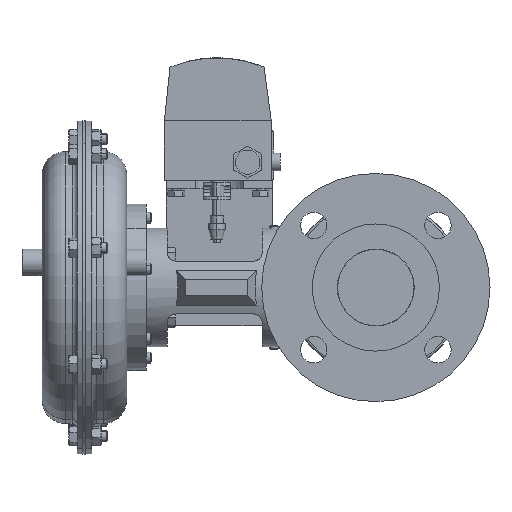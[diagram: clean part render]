
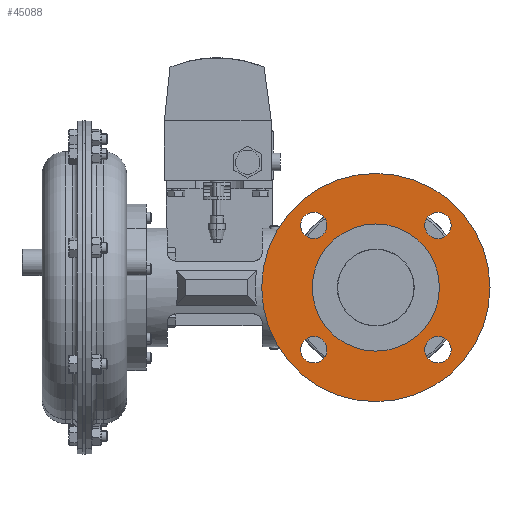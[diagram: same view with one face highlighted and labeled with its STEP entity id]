
A CAD part, left-side view. The second image highlights one B-rep face of the part: STEP entity #45088.
In plain terms, the highlighted planar face has unit normal (-1, 0, 0).
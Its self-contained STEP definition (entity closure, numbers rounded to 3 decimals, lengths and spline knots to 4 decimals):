
#53 = DIRECTION ( 'NONE',  ( 0., 0., 1. ) ) ;
#1181 = ORIENTED_EDGE ( 'NONE', *, *, #36671, .T. ) ;
#1388 = CARTESIAN_POINT ( 'NONE',  ( -5.1875, -1.7678, 2.1428 ) ) ;
#1434 = AXIS2_PLACEMENT_3D ( 'NONE', #40325, #21672, #38706 ) ;
#2200 = CARTESIAN_POINT ( 'NONE',  ( -5.1875, 0., 0. ) ) ;
#2516 = CARTESIAN_POINT ( 'NONE',  ( -5.1875, -1.7678, -1.3928 ) ) ;
#2776 = ORIENTED_EDGE ( 'NONE', *, *, #30533, .F. ) ;
#3801 = DIRECTION ( 'NONE',  ( 0., 0., 1. ) ) ;
#3844 = DIRECTION ( 'NONE',  ( -1., 0., 0. ) ) ;
#3856 = VERTEX_POINT ( 'NONE', #4433 ) ;
#4035 = EDGE_LOOP ( 'NONE', ( #13583, #1181 ) ) ;
#4217 = FACE_BOUND ( 'NONE', #26857, .T. ) ;
#4433 = CARTESIAN_POINT ( 'NONE',  ( -5.1875, 1.7678, 1.3928 ) ) ;
#5916 = CARTESIAN_POINT ( 'NONE',  ( -5.1875, 0., 3.25 ) ) ;
#5948 = DIRECTION ( 'NONE',  ( 0., 0., 1. ) ) ;
#7181 = ORIENTED_EDGE ( 'NONE', *, *, #36484, .F. ) ;
#7543 = CARTESIAN_POINT ( 'NONE',  ( -5.1875, -1.7678, -1.7678 ) ) ;
#8045 = PLANE ( 'NONE',  #31321 ) ;
#9651 = EDGE_CURVE ( 'NONE', #12328, #45871, #32840, .T. ) ;
#10930 = AXIS2_PLACEMENT_3D ( 'NONE', #7543, #30053, #3801 ) ;
#11219 = VERTEX_POINT ( 'NONE', #27579 ) ;
#11226 = DIRECTION ( 'NONE',  ( -1., 0., 0. ) ) ;
#11683 = AXIS2_PLACEMENT_3D ( 'NONE', #16460, #42647, #20226 ) ;
#11840 = AXIS2_PLACEMENT_3D ( 'NONE', #40032, #17600, #43806 ) ;
#11847 = DIRECTION ( 'NONE',  ( 1., 0., 0. ) ) ;
#11972 = CARTESIAN_POINT ( 'NONE',  ( -5.1875, 0., 0. ) ) ;
#12160 = VERTEX_POINT ( 'NONE', #5916 ) ;
#12328 = VERTEX_POINT ( 'NONE', #2516 ) ;
#12589 = EDGE_CURVE ( 'NONE', #11219, #44066, #23607, .T. ) ;
#13117 = CIRCLE ( 'NONE', #11840, 0.375 ) ;
#13583 = ORIENTED_EDGE ( 'NONE', *, *, #46747, .T. ) ;
#14169 = FACE_OUTER_BOUND ( 'NONE', #4035, .T. ) ;
#14242 = ORIENTED_EDGE ( 'NONE', *, *, #22334, .F. ) ;
#14628 = CARTESIAN_POINT ( 'NONE',  ( -5.1875, 1.7678, 1.7678 ) ) ;
#14797 = ORIENTED_EDGE ( 'NONE', *, *, #12589, .F. ) ;
#15250 = CIRCLE ( 'NONE', #19998, 3.25 ) ;
#15734 = ORIENTED_EDGE ( 'NONE', *, *, #9651, .F. ) ;
#15740 = DIRECTION ( 'NONE',  ( 0., 0., 1. ) ) ;
#16037 = CIRCLE ( 'NONE', #24378, 3.25 ) ;
#16460 = CARTESIAN_POINT ( 'NONE',  ( -5.1875, 1.7678, -1.7678 ) ) ;
#16606 = VERTEX_POINT ( 'NONE', #31410 ) ;
#16770 = ORIENTED_EDGE ( 'NONE', *, *, #24255, .F. ) ;
#17052 = CARTESIAN_POINT ( 'NONE',  ( -5.1875, 0., -1.81 ) ) ;
#17553 = EDGE_CURVE ( 'NONE', #44066, #11219, #44692, .T. ) ;
#17600 = DIRECTION ( 'NONE',  ( -1., 0., 0. ) ) ;
#17929 = EDGE_LOOP ( 'NONE', ( #45620, #14797 ) ) ;
#18382 = DIRECTION ( 'NONE',  ( 0., 0., 1. ) ) ;
#18622 = VERTEX_POINT ( 'NONE', #48037 ) ;
#18686 = AXIS2_PLACEMENT_3D ( 'NONE', #33725, #11226, #37426 ) ;
#19998 = AXIS2_PLACEMENT_3D ( 'NONE', #2200, #28412, #5948 ) ;
#20034 = FACE_BOUND ( 'NONE', #17929, .T. ) ;
#20213 = AXIS2_PLACEMENT_3D ( 'NONE', #20672, #46822, #24415 ) ;
#20226 = DIRECTION ( 'NONE',  ( 0., 0., 1. ) ) ;
#20491 = CIRCLE ( 'NONE', #11683, 0.375 ) ;
#20556 = DIRECTION ( 'NONE',  ( -1., 0., 0. ) ) ;
#20589 = CARTESIAN_POINT ( 'NONE',  ( -5.1875, 0., 1.81 ) ) ;
#20672 = CARTESIAN_POINT ( 'NONE',  ( -5.1875, -1.7678, -1.7678 ) ) ;
#21325 = VERTEX_POINT ( 'NONE', #17052 ) ;
#21672 = DIRECTION ( 'NONE',  ( -1., 0., 0. ) ) ;
#22264 = CIRCLE ( 'NONE', #36364, 0.375 ) ;
#22334 = EDGE_CURVE ( 'NONE', #21325, #36375, #23332, .T. ) ;
#22472 = DIRECTION ( 'NONE',  ( -1., 0., 0. ) ) ;
#23332 = CIRCLE ( 'NONE', #44377, 1.81 ) ;
#23607 = CIRCLE ( 'NONE', #1434, 0.375 ) ;
#23802 = ORIENTED_EDGE ( 'NONE', *, *, #48280, .F. ) ;
#24111 = FACE_BOUND ( 'NONE', #28346, .T. ) ;
#24255 = EDGE_CURVE ( 'NONE', #43753, #18622, #47207, .T. ) ;
#24378 = AXIS2_PLACEMENT_3D ( 'NONE', #26291, #3844, #30107 ) ;
#24415 = DIRECTION ( 'NONE',  ( 0., 0., 1. ) ) ;
#26291 = CARTESIAN_POINT ( 'NONE',  ( -5.1875, 0., 0. ) ) ;
#26592 = EDGE_LOOP ( 'NONE', ( #23802, #7181 ) ) ;
#26857 = EDGE_LOOP ( 'NONE', ( #15734, #45456 ) ) ;
#27579 = CARTESIAN_POINT ( 'NONE',  ( -5.1875, -1.7678, 1.3928 ) ) ;
#28346 = EDGE_LOOP ( 'NONE', ( #2776, #16770 ) ) ;
#28412 = DIRECTION ( 'NONE',  ( -1., 0., 0. ) ) ;
#29670 = AXIS2_PLACEMENT_3D ( 'NONE', #11972, #38171, #15740 ) ;
#30053 = DIRECTION ( 'NONE',  ( -1., 0., 0. ) ) ;
#30107 = DIRECTION ( 'NONE',  ( 0., 0., 1. ) ) ;
#30533 = EDGE_CURVE ( 'NONE', #18622, #43753, #20491, .T. ) ;
#31057 = EDGE_LOOP ( 'NONE', ( #37712, #14242 ) ) ;
#31321 = AXIS2_PLACEMENT_3D ( 'NONE', #34334, #11847, #38023 ) ;
#31410 = CARTESIAN_POINT ( 'NONE',  ( -5.1875, 0., -3.25 ) ) ;
#32117 = CIRCLE ( 'NONE', #29670, 1.81 ) ;
#32595 = EDGE_CURVE ( 'NONE', #36375, #21325, #32117, .T. ) ;
#32840 = CIRCLE ( 'NONE', #10930, 0.375 ) ;
#33725 = CARTESIAN_POINT ( 'NONE',  ( -5.1875, 1.7678, -1.7678 ) ) ;
#34334 = CARTESIAN_POINT ( 'NONE',  ( -5.1875, 3.25, 0. ) ) ;
#34601 = CARTESIAN_POINT ( 'NONE',  ( -5.1875, -1.7678, -2.1428 ) ) ;
#36060 = AXIS2_PLACEMENT_3D ( 'NONE', #44845, #22472, #53 ) ;
#36364 = AXIS2_PLACEMENT_3D ( 'NONE', #14628, #40812, #18382 ) ;
#36375 = VERTEX_POINT ( 'NONE', #20589 ) ;
#36484 = EDGE_CURVE ( 'NONE', #3856, #48363, #13117, .T. ) ;
#36671 = EDGE_CURVE ( 'NONE', #16606, #12160, #16037, .T. ) ;
#37426 = DIRECTION ( 'NONE',  ( 0., 0., 1. ) ) ;
#37700 = CARTESIAN_POINT ( 'NONE',  ( -5.1875, 1.7678, 2.1428 ) ) ;
#37712 = ORIENTED_EDGE ( 'NONE', *, *, #32595, .F. ) ;
#38023 = DIRECTION ( 'NONE',  ( 0., 0., -1. ) ) ;
#38171 = DIRECTION ( 'NONE',  ( -1., 0., 0. ) ) ;
#38706 = DIRECTION ( 'NONE',  ( 0., 0., 1. ) ) ;
#40032 = CARTESIAN_POINT ( 'NONE',  ( -5.1875, 1.7678, 1.7678 ) ) ;
#40325 = CARTESIAN_POINT ( 'NONE',  ( -5.1875, -1.7678, 1.7678 ) ) ;
#40812 = DIRECTION ( 'NONE',  ( -1., 0., 0. ) ) ;
#42647 = DIRECTION ( 'NONE',  ( -1., 0., 0. ) ) ;
#42819 = EDGE_CURVE ( 'NONE', #45871, #12328, #45323, .T. ) ;
#42856 = FACE_BOUND ( 'NONE', #31057, .T. ) ;
#42978 = CARTESIAN_POINT ( 'NONE',  ( -5.1875, 0., 0. ) ) ;
#43753 = VERTEX_POINT ( 'NONE', #43943 ) ;
#43806 = DIRECTION ( 'NONE',  ( 0., 0., 1. ) ) ;
#43943 = CARTESIAN_POINT ( 'NONE',  ( -5.1875, 1.7678, -2.1428 ) ) ;
#44047 = FACE_BOUND ( 'NONE', #26592, .T. ) ;
#44066 = VERTEX_POINT ( 'NONE', #1388 ) ;
#44377 = AXIS2_PLACEMENT_3D ( 'NONE', #42978, #20556, #46695 ) ;
#44692 = CIRCLE ( 'NONE', #36060, 0.375 ) ;
#44845 = CARTESIAN_POINT ( 'NONE',  ( -5.1875, -1.7678, 1.7678 ) ) ;
#45088 = ADVANCED_FACE ( 'NONE', ( #20034, #4217, #24111, #44047, #42856, #14169 ), #8045, .F. ) ;
#45323 = CIRCLE ( 'NONE', #20213, 0.375 ) ;
#45456 = ORIENTED_EDGE ( 'NONE', *, *, #42819, .F. ) ;
#45620 = ORIENTED_EDGE ( 'NONE', *, *, #17553, .F. ) ;
#45871 = VERTEX_POINT ( 'NONE', #34601 ) ;
#46695 = DIRECTION ( 'NONE',  ( 0., 0., 1. ) ) ;
#46747 = EDGE_CURVE ( 'NONE', #12160, #16606, #15250, .T. ) ;
#46822 = DIRECTION ( 'NONE',  ( -1., 0., 0. ) ) ;
#47207 = CIRCLE ( 'NONE', #18686, 0.375 ) ;
#48037 = CARTESIAN_POINT ( 'NONE',  ( -5.1875, 1.7678, -1.3928 ) ) ;
#48280 = EDGE_CURVE ( 'NONE', #48363, #3856, #22264, .T. ) ;
#48363 = VERTEX_POINT ( 'NONE', #37700 ) ;
